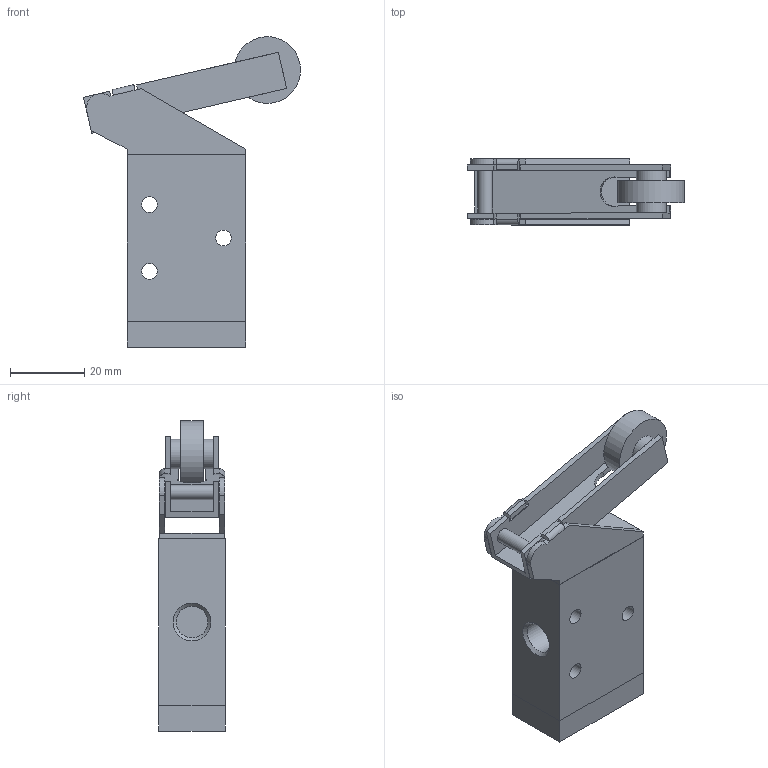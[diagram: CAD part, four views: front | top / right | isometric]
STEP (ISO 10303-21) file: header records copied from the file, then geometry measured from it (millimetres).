
FILE_DESCRIPTION((''),'2;1');
FILE_NAME('228_32_2_1.stp','2006-12-19T11:37:49',('rivolro1'),(''),'Autodesk Inventor 11','Autodesk Inventor 11','');
FILE_SCHEMA(('AUTOMOTIVE_DESIGN { 1 0 10303 214 1 1 1 1 }'));
Length unit declared in the file: millimetre
Products named in the file (3): 228_32_2_1; 228_32_2_1(A); 228_32_2_1(B)
Assembly tree (2 placements, depth 2):
  228_32_2_1
    228_32_2_1(A)
    228_32_2_1(B)
Bounding box: 58.61 x 18 x 83.84 mm (x, y, z)
Volume: 33977.5 mm3; surface area: 15230.2 mm2
Topology: 3 solids, 3 shells, 93 faces, 216 edges, 137 vertices
Faces by surface type: plane 64, bspline 17, cylinder 12
Full cylindrical faces by diameter (mm): 4 x1, 4.25 x3, 8 x2, 18 x1
Entity records: 2752 total; most frequent: CARTESIAN_POINT 625, DIRECTION 404, ORIENTED_EDGE 398, EDGE_CURVE 199, VECTOR 156, LINE 156, VERTEX_POINT 137, EDGE_LOOP 128
